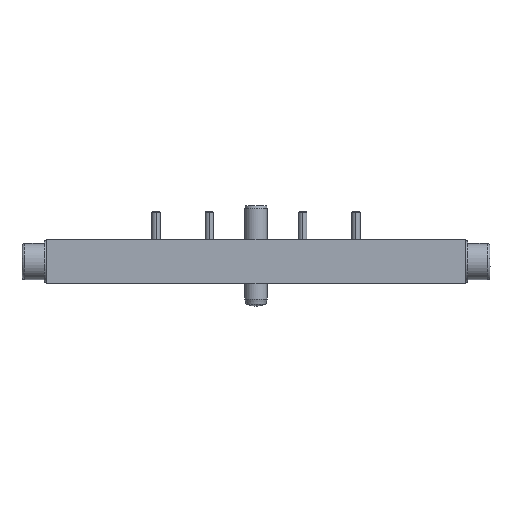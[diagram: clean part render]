
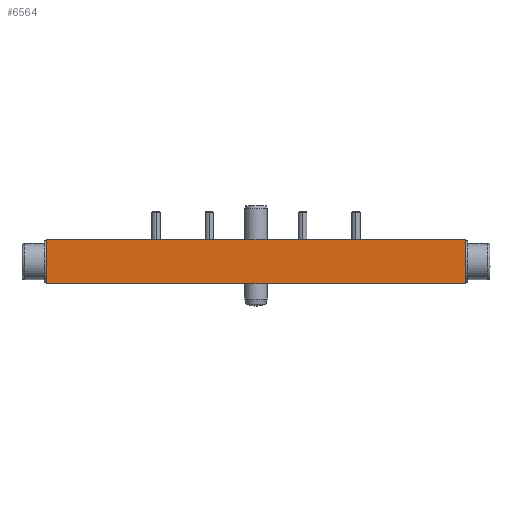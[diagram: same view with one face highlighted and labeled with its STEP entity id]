
A CAD part, front view. The second image highlights one B-rep face of the part: STEP entity #6564.
In plain terms, the highlighted planar face has unit normal (0, -1, 0).
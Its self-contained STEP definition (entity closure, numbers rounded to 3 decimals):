
#473 = PLANE ( 'NONE',  #5865 ) ;
#487 = VECTOR ( 'NONE', #5842, 1000. ) ;
#711 = CARTESIAN_POINT ( 'NONE',  ( -75., -68., -8. ) ) ;
#1248 = VERTEX_POINT ( 'NONE', #711 ) ;
#1649 = EDGE_LOOP ( 'NONE', ( #6041, #7607, #3462, #3054 ) ) ;
#2127 = LINE ( 'NONE', #2706, #487 ) ;
#2229 = CARTESIAN_POINT ( 'NONE',  ( -75., -68., 8. ) ) ;
#2300 = DIRECTION ( 'NONE',  ( 0., 0., 1. ) ) ;
#2364 = VERTEX_POINT ( 'NONE', #2229 ) ;
#2577 = LINE ( 'NONE', #7471, #5506 ) ;
#2706 = CARTESIAN_POINT ( 'NONE',  ( 75., -68., 8. ) ) ;
#2809 = CARTESIAN_POINT ( 'NONE',  ( -75., -68., 8. ) ) ;
#3054 = ORIENTED_EDGE ( 'NONE', *, *, #8007, .T. ) ;
#3120 = VECTOR ( 'NONE', #7303, 1000. ) ;
#3402 = VERTEX_POINT ( 'NONE', #3596 ) ;
#3445 = LINE ( 'NONE', #2809, #6556 ) ;
#3462 = ORIENTED_EDGE ( 'NONE', *, *, #7900, .F. ) ;
#3473 = FACE_OUTER_BOUND ( 'NONE', #1649, .T. ) ;
#3596 = CARTESIAN_POINT ( 'NONE',  ( 75., -68., 8. ) ) ;
#4048 = DIRECTION ( 'NONE',  ( 0., 0., -1. ) ) ;
#4449 = EDGE_CURVE ( 'NONE', #1248, #6131, #7877, .T. ) ;
#4664 = CARTESIAN_POINT ( 'NONE',  ( 75., -68., -8. ) ) ;
#4963 = EDGE_CURVE ( 'NONE', #3402, #6131, #2127, .T. ) ;
#5506 = VECTOR ( 'NONE', #6452, 1000. ) ;
#5842 = DIRECTION ( 'NONE',  ( 0., 0., -1. ) ) ;
#5865 = AXIS2_PLACEMENT_3D ( 'NONE', #7884, #6228, #2300 ) ;
#6041 = ORIENTED_EDGE ( 'NONE', *, *, #4449, .T. ) ;
#6131 = VERTEX_POINT ( 'NONE', #4664 ) ;
#6228 = DIRECTION ( 'NONE',  ( 0., 1., 0. ) ) ;
#6452 = DIRECTION ( 'NONE',  ( 1., 0., 0. ) ) ;
#6556 = VECTOR ( 'NONE', #4048, 1000. ) ;
#6564 = ADVANCED_FACE ( 'NONE', ( #3473 ), #473, .F. ) ;
#7029 = CARTESIAN_POINT ( 'NONE',  ( -75., -68., -8. ) ) ;
#7303 = DIRECTION ( 'NONE',  ( 1., 0., 0. ) ) ;
#7471 = CARTESIAN_POINT ( 'NONE',  ( -75., -68., 8. ) ) ;
#7607 = ORIENTED_EDGE ( 'NONE', *, *, #4963, .F. ) ;
#7877 = LINE ( 'NONE', #7029, #3120 ) ;
#7884 = CARTESIAN_POINT ( 'NONE',  ( -75., -68., 8. ) ) ;
#7900 = EDGE_CURVE ( 'NONE', #2364, #3402, #2577, .T. ) ;
#8007 = EDGE_CURVE ( 'NONE', #2364, #1248, #3445, .T. ) ;
